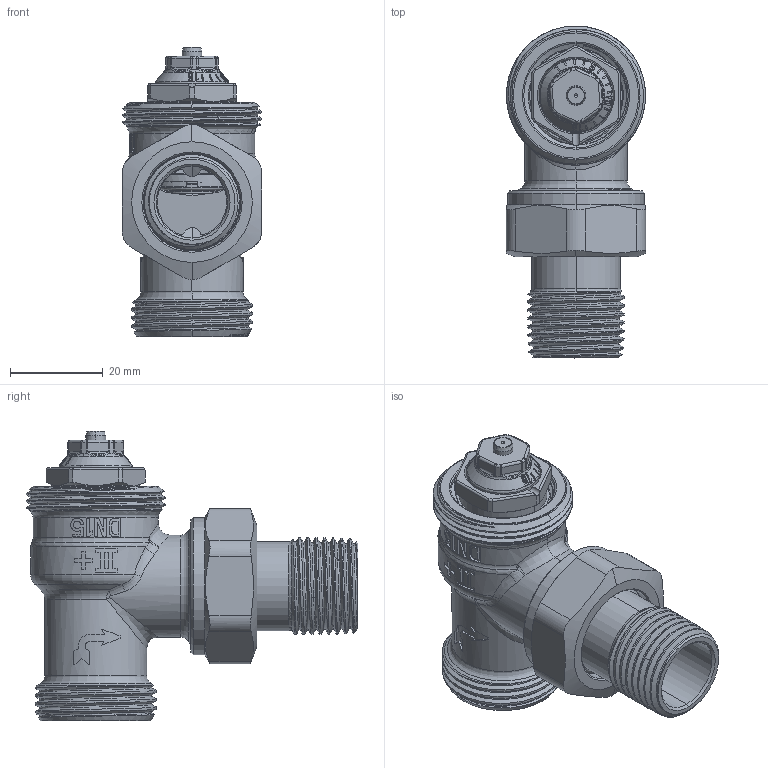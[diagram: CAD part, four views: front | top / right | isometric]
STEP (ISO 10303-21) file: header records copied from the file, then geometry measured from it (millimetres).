
FILE_DESCRIPTION((''),'2;1');
FILE_NAME('3935-02-000-GEW-O-B_SW0003','2015-03-09T',('marann'),(''),'PRO/ENGINEER BY PARAMETRIC TECHNOLOGY CORPORATION, 2011490','PRO/ENGINEER BY PARAMETRIC TECHNOLOGY CORPORATION, 2011490','');
FILE_SCHEMA(('CONFIG_CONTROL_DESIGN'));
Products named in the file (1): 3935-02-000-GEW-O-B_SW0003
Bounding box: 30 x 71.48 x 62.35 mm (x, y, z)
Volume: 24774 mm3; surface area: 22322.2 mm2
Topology: 2 solids, 2 shells, 993 faces, 2542 edges, 1579 vertices
Faces by surface type: plane 300, cylinder 275, cone 137, bspline 123, torus 106, extrusion 50, sphere 2
Entity records: 46422 total; most frequent: CARTESIAN_POINT 23818, ORIENTED_EDGE 5080, DIRECTION 4229, EDGE_CURVE 2540, AXIS2_PLACEMENT_3D 1663, VERTEX_POINT 1579, EDGE_LOOP 1037, FACE_OUTER_BOUND 993
